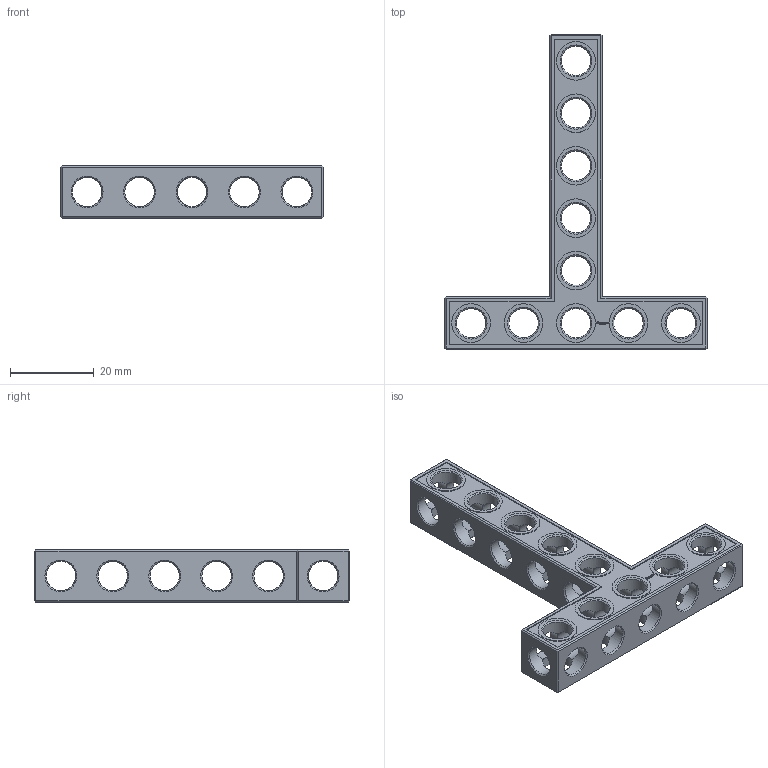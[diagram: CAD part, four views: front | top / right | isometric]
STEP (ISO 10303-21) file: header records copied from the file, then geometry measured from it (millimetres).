
FILE_DESCRIPTION(('FreeCAD Model'),'2;1');
FILE_NAME('Open CASCADE Shape Model','2021-08-07T23:10:56',( 'Paulo Kiefe'),('STEMFIE.org'),'Open CASCADE STEP processor 7.4', 'FreeCAD','Unknown');
FILE_SCHEMA(('AUTOMOTIVE_DESIGN { 1 0 10303 214 1 1 1 1 }'));
Products named in the file (1): Beam_TSH_SYM_ESS_BU05x06x01_-_SPN-BEM-1023_(stemfie.org)
Bounding box: 62.5 x 75 x 12.5 mm (x, y, z)
Volume: 9758.4 mm3; surface area: 8879.9 mm2
Topology: 1 solids, 1 shells, 648 faces, 1878 edges, 1234 vertices
Faces by surface type: plane 389, extrusion 156, cylinder 61, cone 42
Full cylindrical faces by diameter (mm): 7 x51, 9.2 x10
Entity records: 66388 total; most frequent: CARTESIAN_POINT 26199, DIRECTION 5814, VECTOR 4220, LINE 4064, ORIENTED_EDGE 3756, PCURVE 3756, DEFINITIONAL_REPRESENTATION 3756, EDGE_CURVE 1878
